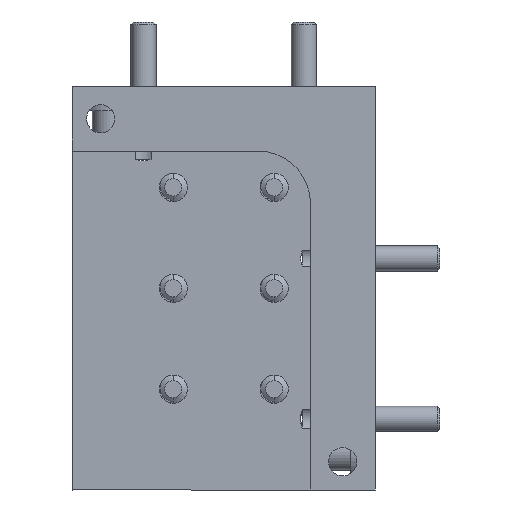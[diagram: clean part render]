
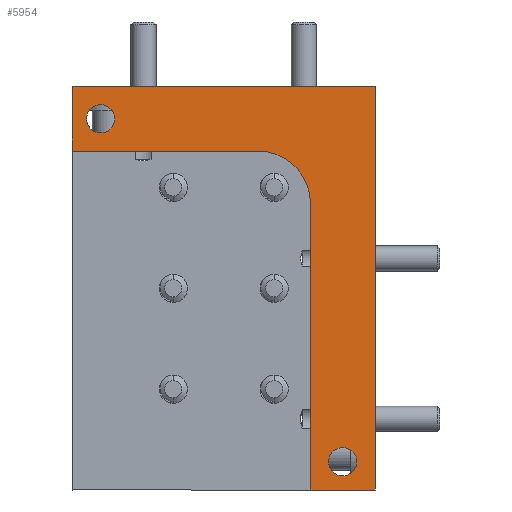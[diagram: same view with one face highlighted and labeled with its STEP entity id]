
A CAD part, front view. The second image highlights one B-rep face of the part: STEP entity #5954.
In plain terms, the highlighted planar face has unit normal (0, -1, 0).
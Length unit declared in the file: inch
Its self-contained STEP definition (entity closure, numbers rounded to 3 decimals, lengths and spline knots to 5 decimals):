
#51 = DIRECTION ( 'NONE',  ( -1., 0., 0. ) ) ;
#86 = CARTESIAN_POINT ( 'NONE',  ( 0.49574, 0.36848, 1.13323 ) ) ;
#161 = AXIS2_PLACEMENT_3D ( 'NONE', #3583, #1984, #449 ) ;
#449 = DIRECTION ( 'NONE',  ( 0., 0., -1. ) ) ;
#726 = DIRECTION ( 'NONE',  ( 1., 0., 0. ) ) ;
#728 = CARTESIAN_POINT ( 'NONE',  ( -0.09426, 0.36848, 1.13323 ) ) ;
#752 = CIRCLE ( 'NONE', #8458, 0.13 ) ;
#760 = CARTESIAN_POINT ( 'NONE',  ( 0.65574, 0.36848, 1.29323 ) ) ;
#762 = CIRCLE ( 'NONE', #5149, 0.035 ) ;
#1053 = EDGE_CURVE ( 'NONE', #4861, #5050, #6340, .T. ) ;
#1070 = EDGE_CURVE ( 'NONE', #9725, #3111, #4231, .T. ) ;
#1331 = EDGE_CURVE ( 'NONE', #8414, #8841, #6728, .T. ) ;
#1393 = EDGE_CURVE ( 'NONE', #8841, #9095, #8557, .T. ) ;
#1398 = DIRECTION ( 'NONE',  ( 0., 0., -1. ) ) ;
#1508 = FACE_BOUND ( 'NONE', #5486, .T. ) ;
#1554 = AXIS2_PLACEMENT_3D ( 'NONE', #2919, #6901, #1398 ) ;
#1831 = VECTOR ( 'NONE', #9442, 39.37008 ) ;
#1838 = LINE ( 'NONE', #3168, #2944 ) ;
#1909 = DIRECTION ( 'NONE',  ( 0., -1., 0. ) ) ;
#1984 = DIRECTION ( 'NONE',  ( 0., -1., 0. ) ) ;
#2128 = ORIENTED_EDGE ( 'NONE', *, *, #1070, .F. ) ;
#2140 = CARTESIAN_POINT ( 'NONE',  ( 0.36574, 0.36848, 1.00323 ) ) ;
#2142 = ORIENTED_EDGE ( 'NONE', *, *, #2535, .F. ) ;
#2174 = CIRCLE ( 'NONE', #161, 0.035 ) ;
#2262 = CARTESIAN_POINT ( 'NONE',  ( 0.49574, 0.36848, 1.00323 ) ) ;
#2398 = ORIENTED_EDGE ( 'NONE', *, *, #1393, .F. ) ;
#2412 = CARTESIAN_POINT ( 'NONE',  ( 0.65574, 0.36848, 1.29323 ) ) ;
#2525 = CARTESIAN_POINT ( 'NONE',  ( -0.09426, 0.36848, 1.29323 ) ) ;
#2535 = EDGE_CURVE ( 'NONE', #5050, #5772, #1838, .T. ) ;
#2769 = AXIS2_PLACEMENT_3D ( 'NONE', #6822, #5260, #8269 ) ;
#2912 = EDGE_LOOP ( 'NONE', ( #5510, #8186 ) ) ;
#2919 = CARTESIAN_POINT ( 'NONE',  ( 0.57574, 0.36848, 0.36323 ) ) ;
#2944 = VECTOR ( 'NONE', #6147, 39.37008 ) ;
#3061 = CARTESIAN_POINT ( 'NONE',  ( 0.57574, 0.36848, 0.32823 ) ) ;
#3111 = VERTEX_POINT ( 'NONE', #9363 ) ;
#3119 = EDGE_CURVE ( 'NONE', #9095, #4861, #5563, .T. ) ;
#3168 = CARTESIAN_POINT ( 'NONE',  ( 0.65574, 0.36848, 0.29323 ) ) ;
#3390 = DIRECTION ( 'NONE',  ( 0., 0., 1. ) ) ;
#3583 = CARTESIAN_POINT ( 'NONE',  ( -0.02426, 0.36848, 1.21323 ) ) ;
#3851 = VECTOR ( 'NONE', #8210, 39.37008 ) ;
#3858 = CARTESIAN_POINT ( 'NONE',  ( 0.49574, 0.36848, 0.29323 ) ) ;
#3878 = EDGE_CURVE ( 'NONE', #7768, #6232, #6048, .T. ) ;
#4231 = CIRCLE ( 'NONE', #1554, 0.035 ) ;
#4307 = ORIENTED_EDGE ( 'NONE', *, *, #5547, .F. ) ;
#4811 = PLANE ( 'NONE',  #6751 ) ;
#4855 = VECTOR ( 'NONE', #6968, 39.37008 ) ;
#4861 = VERTEX_POINT ( 'NONE', #2412 ) ;
#4885 = ORIENTED_EDGE ( 'NONE', *, *, #3119, .F. ) ;
#4893 = ORIENTED_EDGE ( 'NONE', *, *, #1331, .F. ) ;
#5050 = VERTEX_POINT ( 'NONE', #6767 ) ;
#5149 = AXIS2_PLACEMENT_3D ( 'NONE', #6618, #1909, #6755 ) ;
#5190 = VECTOR ( 'NONE', #726, 39.37008 ) ;
#5260 = DIRECTION ( 'NONE',  ( 0., -1., 0. ) ) ;
#5358 = VECTOR ( 'NONE', #51, 39.37008 ) ;
#5486 = EDGE_LOOP ( 'NONE', ( #2128, #4307 ) ) ;
#5510 = ORIENTED_EDGE ( 'NONE', *, *, #3878, .F. ) ;
#5547 = EDGE_CURVE ( 'NONE', #3111, #9725, #762, .T. ) ;
#5563 = LINE ( 'NONE', #760, #5190 ) ;
#5648 = ORIENTED_EDGE ( 'NONE', *, *, #8081, .F. ) ;
#5684 = CARTESIAN_POINT ( 'NONE',  ( -0.09426, 0.36848, 1.29323 ) ) ;
#5717 = EDGE_CURVE ( 'NONE', #8414, #7998, #752, .T. ) ;
#5772 = VERTEX_POINT ( 'NONE', #3858 ) ;
#5901 = CARTESIAN_POINT ( 'NONE',  ( -0.02426, 0.36848, 1.17823 ) ) ;
#5954 = ADVANCED_FACE ( 'NONE', ( #9084, #1508, #9694 ), #4811, .F. ) ;
#6048 = CIRCLE ( 'NONE', #2769, 0.035 ) ;
#6147 = DIRECTION ( 'NONE',  ( -1., 0., 0. ) ) ;
#6232 = VERTEX_POINT ( 'NONE', #9081 ) ;
#6340 = LINE ( 'NONE', #9372, #4855 ) ;
#6618 = CARTESIAN_POINT ( 'NONE',  ( 0.57574, 0.36848, 0.36323 ) ) ;
#6636 = DIRECTION ( 'NONE',  ( 0., 1., 0. ) ) ;
#6728 = LINE ( 'NONE', #86, #5358 ) ;
#6751 = AXIS2_PLACEMENT_3D ( 'NONE', #8702, #6636, #3390 ) ;
#6755 = DIRECTION ( 'NONE',  ( 0., 0., -1. ) ) ;
#6767 = CARTESIAN_POINT ( 'NONE',  ( 0.65574, 0.36848, 0.29323 ) ) ;
#6822 = CARTESIAN_POINT ( 'NONE',  ( -0.02426, 0.36848, 1.21323 ) ) ;
#6901 = DIRECTION ( 'NONE',  ( 0., -1., 0. ) ) ;
#6937 = LINE ( 'NONE', #8716, #1831 ) ;
#6968 = DIRECTION ( 'NONE',  ( 0., 0., -1. ) ) ;
#7581 = DIRECTION ( 'NONE',  ( 0., 0., 1. ) ) ;
#7713 = DIRECTION ( 'NONE',  ( 0., 1., 0. ) ) ;
#7768 = VERTEX_POINT ( 'NONE', #5901 ) ;
#7794 = ORIENTED_EDGE ( 'NONE', *, *, #1053, .F. ) ;
#7998 = VERTEX_POINT ( 'NONE', #2262 ) ;
#8081 = EDGE_CURVE ( 'NONE', #5772, #7998, #6937, .T. ) ;
#8186 = ORIENTED_EDGE ( 'NONE', *, *, #10120, .F. ) ;
#8210 = DIRECTION ( 'NONE',  ( 0., 0., 1. ) ) ;
#8269 = DIRECTION ( 'NONE',  ( 0., 0., -1. ) ) ;
#8414 = VERTEX_POINT ( 'NONE', #8862 ) ;
#8458 = AXIS2_PLACEMENT_3D ( 'NONE', #2140, #7713, #7581 ) ;
#8557 = LINE ( 'NONE', #5684, #3851 ) ;
#8702 = CARTESIAN_POINT ( 'NONE',  ( 0.65574, 0.36848, 1.29323 ) ) ;
#8716 = CARTESIAN_POINT ( 'NONE',  ( 0.49574, 0.36848, 0.29323 ) ) ;
#8841 = VERTEX_POINT ( 'NONE', #728 ) ;
#8862 = CARTESIAN_POINT ( 'NONE',  ( 0.36574, 0.36848, 1.13323 ) ) ;
#9081 = CARTESIAN_POINT ( 'NONE',  ( -0.02426, 0.36848, 1.24823 ) ) ;
#9084 = FACE_BOUND ( 'NONE', #2912, .T. ) ;
#9095 = VERTEX_POINT ( 'NONE', #2525 ) ;
#9363 = CARTESIAN_POINT ( 'NONE',  ( 0.57574, 0.36848, 0.39823 ) ) ;
#9372 = CARTESIAN_POINT ( 'NONE',  ( 0.65574, 0.36848, 1.29323 ) ) ;
#9442 = DIRECTION ( 'NONE',  ( 0., 0., 1. ) ) ;
#9557 = ORIENTED_EDGE ( 'NONE', *, *, #5717, .T. ) ;
#9694 = FACE_OUTER_BOUND ( 'NONE', #10058, .T. ) ;
#9725 = VERTEX_POINT ( 'NONE', #3061 ) ;
#10058 = EDGE_LOOP ( 'NONE', ( #2398, #4893, #9557, #5648, #2142, #7794, #4885 ) ) ;
#10120 = EDGE_CURVE ( 'NONE', #6232, #7768, #2174, .T. ) ;
